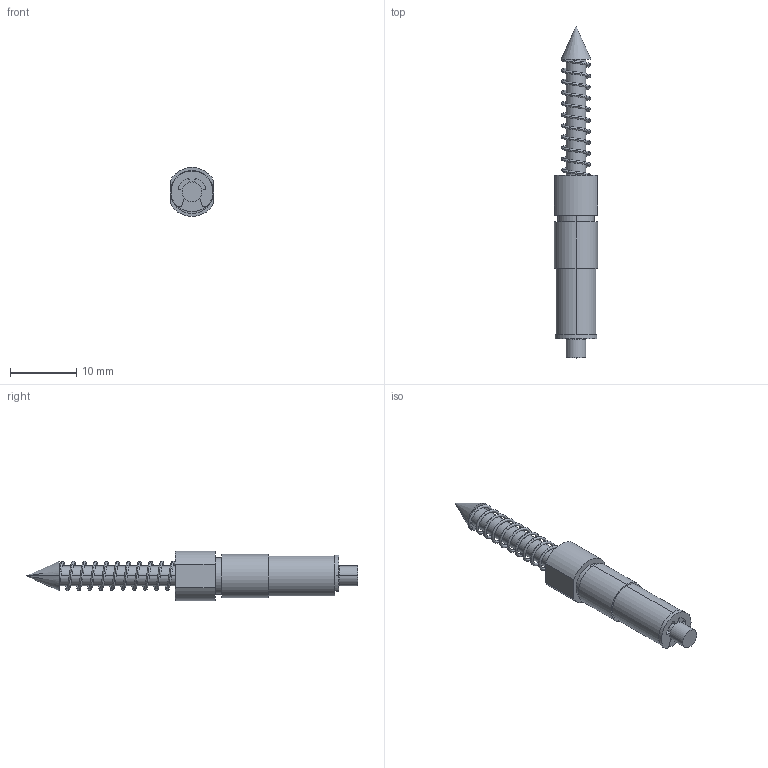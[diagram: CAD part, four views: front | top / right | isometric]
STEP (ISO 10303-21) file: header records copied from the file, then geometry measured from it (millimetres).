
FILE_DESCRIPTION (( 'STEP AP214' ), '1' );
FILE_NAME ('24311~2.STEP', '2018-05-24T06:18:28', ( '' ), ( '' ), 'SwSTEP 2.0', 'SolidWorks 2016', '' );
FILE_SCHEMA (( 'AUTOMOTIVE_DESIGN' ));
Length unit declared in the file: millimetre
Products named in the file (5): 21822~2; 24312~1; 20890~0; 24311~2; 14982~0
Assembly tree (4 placements, depth 2):
  24311~2
    24312~1
    21822~2
    20890~0
    14982~0
Bounding box: 6.5 x 50 x 7.39 mm (x, y, z)
Volume: 928.2 mm3; surface area: 1599.4 mm2
Topology: 4 solids, 4 shells, 61 faces, 141 edges, 93 vertices
Faces by surface type: cylinder 35, plane 22, cone 2, bspline 2
Entity records: 8476 total; most frequent: CARTESIAN_POINT 6656, DIRECTION 337, ORIENTED_EDGE 278, EDGE_CURVE 139, AXIS2_PLACEMENT_3D 138, VERTEX_POINT 93, CIRCLE 72, EDGE_LOOP 70
